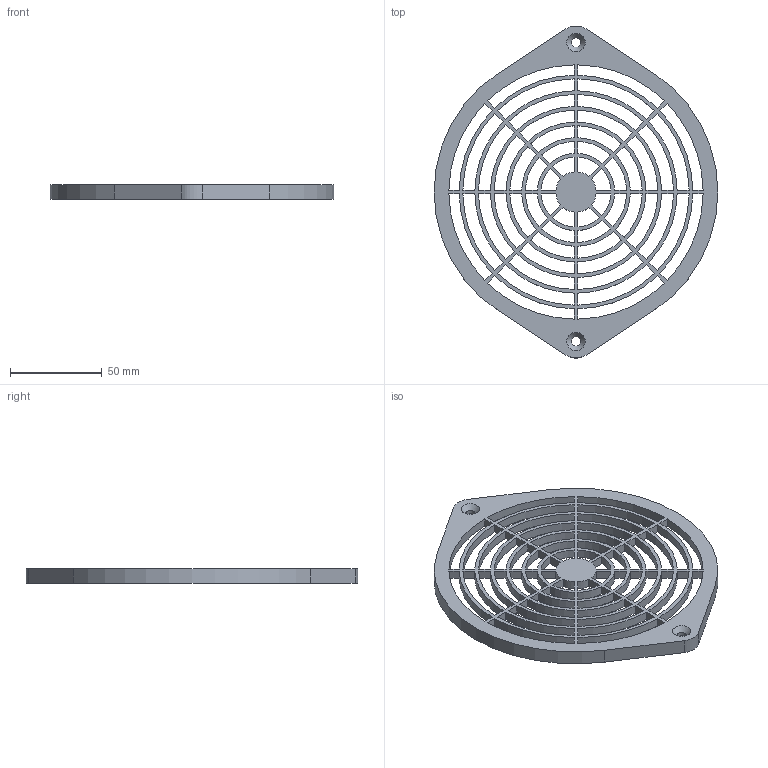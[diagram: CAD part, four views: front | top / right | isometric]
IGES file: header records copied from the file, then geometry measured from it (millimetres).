
Start section: SolidWorks IGES file using analytic representation for surfaces
Global section: file name: SC162-P10.IGS; native system: SolidWorks 2016; preprocessor: SolidWorks 2016; author: jignesh.bhoraniya; date: 180905.115133; units: millimetre
Bounding box: 154.2 x 180.43 x 7.9 mm (x, y, z)
Surface area: 44309.3 mm2 (no closed solid volume)
Topology: 0 solids, 0 shells, 246 faces, 1431 edges, 1420 vertices
Faces by surface type: revolution 127, bspline 119
